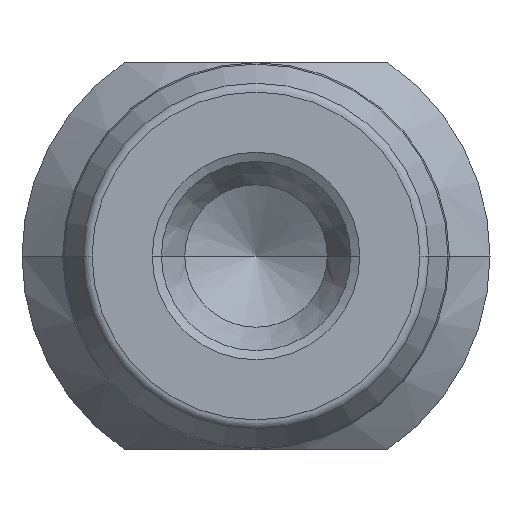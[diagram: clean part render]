
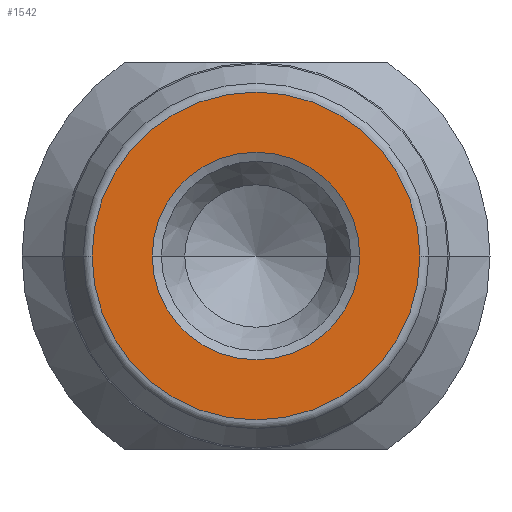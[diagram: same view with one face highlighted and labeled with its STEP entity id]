
A CAD part, left-side view. The second image highlights one B-rep face of the part: STEP entity #1542.
In plain terms, the highlighted planar face has unit normal (-1, 0, 0).
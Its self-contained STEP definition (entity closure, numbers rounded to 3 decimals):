
#491=CARTESIAN_POINT('',(-26.,0.,0.));
#492=DIRECTION('',(1.,0.,0.));
#493=DIRECTION('',(0.,1.,0.));
#494=AXIS2_PLACEMENT_3D('',#491,#492,#493);
#496=CARTESIAN_POINT('',(-26.,0.,0.));
#497=DIRECTION('',(1.,0.,0.));
#498=DIRECTION('',(0.,-1.,0.));
#499=AXIS2_PLACEMENT_3D('',#496,#497,#498);
#501=CARTESIAN_POINT('',(-26.,0.,0.));
#502=DIRECTION('',(-1.,0.,0.));
#503=DIRECTION('',(0.,1.,0.));
#504=AXIS2_PLACEMENT_3D('',#501,#502,#503);
#506=CARTESIAN_POINT('',(-26.,0.,0.));
#507=DIRECTION('',(-1.,0.,0.));
#508=DIRECTION('',(0.,-1.,0.));
#509=AXIS2_PLACEMENT_3D('',#506,#507,#508);
#679=CARTESIAN_POINT('',(-26.,8.057,0.));
#680=CARTESIAN_POINT('',(-26.,-8.057,0.));
#681=VERTEX_POINT('',#679);
#682=VERTEX_POINT('',#680);
#755=CARTESIAN_POINT('',(-26.,5.1,0.));
#756=CARTESIAN_POINT('',(-26.,-5.1,0.));
#757=VERTEX_POINT('',#755);
#758=VERTEX_POINT('',#756);
#1526=CARTESIAN_POINT('',(-26.,0.,0.));
#1527=DIRECTION('',(1.,0.,0.));
#1528=DIRECTION('',(0.,-1.,0.));
#1529=AXIS2_PLACEMENT_3D('',#1526,#1527,#1528);
#1530=PLANE('',#1529);
#1532=ORIENTED_EDGE('',*,*,#1531,.F.);
#1533=ORIENTED_EDGE('',*,*,#1516,.F.);
#1534=EDGE_LOOP('',(#1532,#1533));
#1535=FACE_OUTER_BOUND('',#1534,.F.);
#1537=ORIENTED_EDGE('',*,*,#1536,.F.);
#1539=ORIENTED_EDGE('',*,*,#1538,.F.);
#1540=EDGE_LOOP('',(#1537,#1539));
#1541=FACE_BOUND('',#1540,.F.);
#1542=ADVANCED_FACE('',(#1535,#1541),#1530,.F.);
#495=CIRCLE('',#494,5.1);
#500=CIRCLE('',#499,5.1);
#505=CIRCLE('',#504,8.057);
#510=CIRCLE('',#509,8.057);
#1516=EDGE_CURVE('',#682,#681,#510,.T.);
#1531=EDGE_CURVE('',#681,#682,#505,.T.);
#1536=EDGE_CURVE('',#757,#758,#495,.T.);
#1538=EDGE_CURVE('',#758,#757,#500,.T.);
